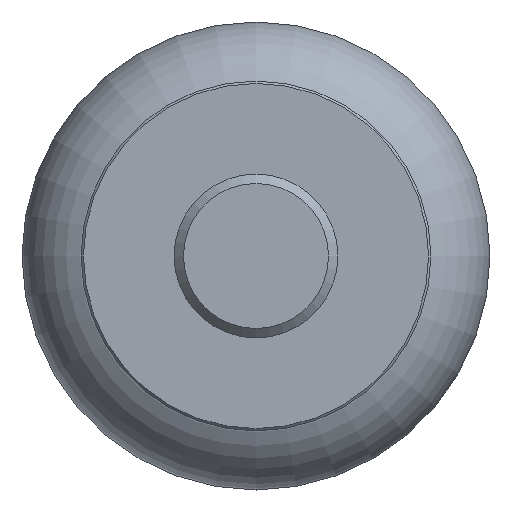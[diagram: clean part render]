
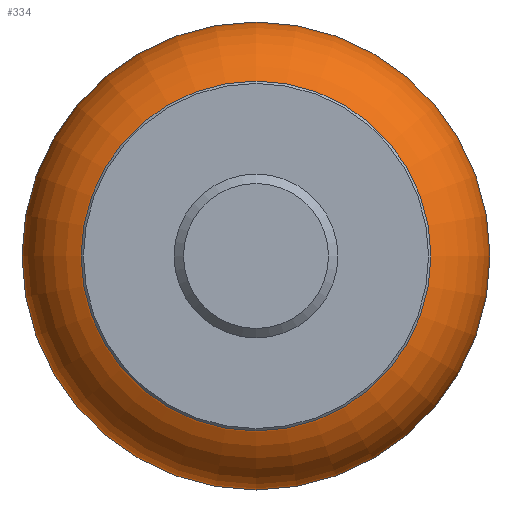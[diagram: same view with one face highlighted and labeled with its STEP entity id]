
A CAD part, left-side view. The second image highlights one B-rep face of the part: STEP entity #334.
In plain terms, the highlighted toroidal (fillet/blend) face has major radius 11.9 mm and minor radius 8.1 mm.
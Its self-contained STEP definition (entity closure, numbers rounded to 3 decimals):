
#34=TOROIDAL_SURFACE($,#380,11.9,8.1);
#52=FACE_BOUND($,#120,.T.);
#86=FACE_OUTER_BOUND($,#119,.T.);
#119=EDGE_LOOP($,(#254));
#120=EDGE_LOOP($,(#255));
#167=CIRCLE($,#379,12.5);
#168=CIRCLE($,#381,20.);
#194=VERTEX_POINT($,#585);
#195=VERTEX_POINT($,#588);
#221=EDGE_CURVE($,#194,#194,#167,.T.);
#222=EDGE_CURVE($,#195,#195,#168,.T.);
#254=ORIENTED_EDGE($,*,*,#222,.F.);
#255=ORIENTED_EDGE($,*,*,#221,.T.);
#334=ADVANCED_FACE($,(#86,#52),#34,.T.);
#379=AXIS2_PLACEMENT_3D($,#586,#458,#459);
#380=AXIS2_PLACEMENT_3D($,#587,#460,#461);
#381=AXIS2_PLACEMENT_3D($,#589,#462,#463);
#458=DIRECTION('center_axis',(1.,0.,0.));
#459=DIRECTION('ref_axis',(0.,1.,0.));
#460=DIRECTION('center_axis',(1.,0.,0.));
#461=DIRECTION('ref_axis',(0.,0.,-1.));
#462=DIRECTION('center_axis',(1.,0.,0.));
#463=DIRECTION('ref_axis',(0.,1.,0.));
#585=CARTESIAN_POINT('',(2.592,12.5,0.));
#586=CARTESIAN_POINT('Origin',(2.592,0.,0.));
#587=CARTESIAN_POINT('Origin',(10.67,0.,0.));
#588=CARTESIAN_POINT('',(10.67,20.,0.));
#589=CARTESIAN_POINT('Origin',(10.67,0.,0.));
